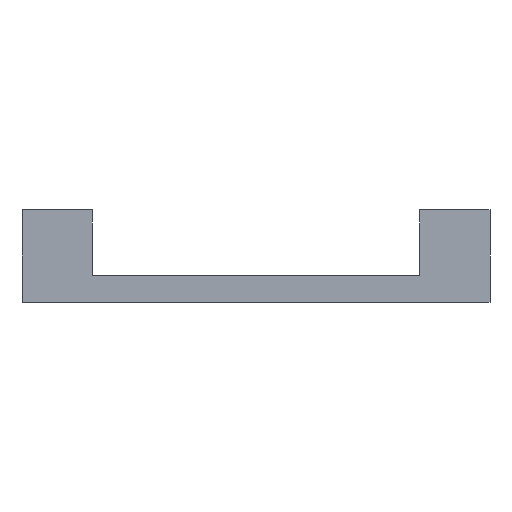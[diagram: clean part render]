
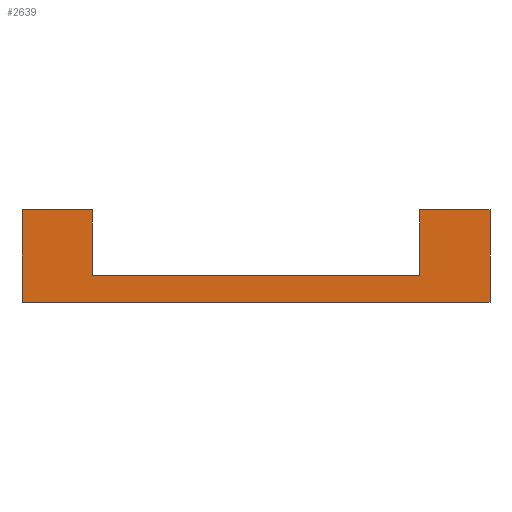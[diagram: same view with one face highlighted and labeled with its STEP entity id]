
A CAD part, front view. The second image highlights one B-rep face of the part: STEP entity #2639.
In plain terms, the highlighted planar face has unit normal (0, -1, 0).
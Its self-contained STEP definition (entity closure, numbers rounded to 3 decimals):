
#21 = EDGE_CURVE('',#22,#24,#26,.T.);
#22 = VERTEX_POINT('',#23);
#23 = CARTESIAN_POINT('',(-26.6,-26.6,-3.));
#24 = VERTEX_POINT('',#25);
#25 = CARTESIAN_POINT('',(26.6,-26.6,-3.));
#26 = SURFACE_CURVE('',#27,(#31,#43),.PCURVE_S1.);
#27 = LINE('',#28,#29);
#28 = CARTESIAN_POINT('',(-26.6,-26.6,-3.));
#29 = VECTOR('',#30,1.);
#30 = DIRECTION('',(1.,0.,0.));
#31 = PCURVE('',#32,#37);
#32 = PLANE('',#33);
#33 = AXIS2_PLACEMENT_3D('',#34,#35,#36);
#34 = CARTESIAN_POINT('',(-26.6,-26.6,-3.));
#35 = DIRECTION('',(0.,0.,-1.));
#36 = DIRECTION('',(-1.,0.,0.));
#37 = DEFINITIONAL_REPRESENTATION('',(#38),#42);
#38 = LINE('',#39,#40);
#39 = CARTESIAN_POINT('',(0.,0.));
#40 = VECTOR('',#41,1.);
#41 = DIRECTION('',(-1.,0.));
#42 = ( GEOMETRIC_REPRESENTATION_CONTEXT(2) 
PARAMETRIC_REPRESENTATION_CONTEXT() REPRESENTATION_CONTEXT('2D SPACE',''
  ) );
#43 = PCURVE('',#44,#49);
#44 = PLANE('',#45);
#45 = AXIS2_PLACEMENT_3D('',#46,#47,#48);
#46 = CARTESIAN_POINT('',(-26.6,-26.6,-3.));
#47 = DIRECTION('',(0.,1.,0.));
#48 = DIRECTION('',(0.,0.,1.));
#49 = DEFINITIONAL_REPRESENTATION('',(#50),#54);
#50 = LINE('',#51,#52);
#51 = CARTESIAN_POINT('',(0.,0.));
#52 = VECTOR('',#53,1.);
#53 = DIRECTION('',(0.,1.));
#54 = ( GEOMETRIC_REPRESENTATION_CONTEXT(2) 
PARAMETRIC_REPRESENTATION_CONTEXT() REPRESENTATION_CONTEXT('2D SPACE',''
  ) );
#72 = PLANE('',#73);
#73 = AXIS2_PLACEMENT_3D('',#74,#75,#76);
#74 = CARTESIAN_POINT('',(26.6,-26.6,6.));
#75 = DIRECTION('',(-1.,0.,0.));
#76 = DIRECTION('',(0.,0.,-1.));
#462 = PLANE('',#463);
#463 = AXIS2_PLACEMENT_3D('',#464,#465,#466);
#464 = CARTESIAN_POINT('',(-26.6,-18.6,6.));
#465 = DIRECTION('',(1.,0.,0.));
#466 = DIRECTION('',(0.,0.,1.));
#693 = PLANE('',#694);
#694 = AXIS2_PLACEMENT_3D('',#695,#696,#697);
#695 = CARTESIAN_POINT('',(-26.6,-26.6,0.));
#696 = DIRECTION('',(0.,0.,-1.));
#697 = DIRECTION('',(-1.,0.,0.));
#1213 = EDGE_CURVE('',#1214,#1216,#1218,.T.);
#1214 = VERTEX_POINT('',#1215);
#1215 = CARTESIAN_POINT('',(-18.6,-26.6,0.));
#1216 = VERTEX_POINT('',#1217);
#1217 = CARTESIAN_POINT('',(18.6,-26.6,0.));
#1218 = SURFACE_CURVE('',#1219,(#1223,#1230),.PCURVE_S1.);
#1219 = LINE('',#1220,#1221);
#1220 = CARTESIAN_POINT('',(-26.6,-26.6,0.));
#1221 = VECTOR('',#1222,1.);
#1222 = DIRECTION('',(1.,0.,0.));
#1223 = PCURVE('',#693,#1224);
#1224 = DEFINITIONAL_REPRESENTATION('',(#1225),#1229);
#1225 = LINE('',#1226,#1227);
#1226 = CARTESIAN_POINT('',(0.,0.));
#1227 = VECTOR('',#1228,1.);
#1228 = DIRECTION('',(-1.,0.));
#1229 = ( GEOMETRIC_REPRESENTATION_CONTEXT(2) 
PARAMETRIC_REPRESENTATION_CONTEXT() REPRESENTATION_CONTEXT('2D SPACE',''
  ) );
#1230 = PCURVE('',#44,#1231);
#1231 = DEFINITIONAL_REPRESENTATION('',(#1232),#1236);
#1232 = LINE('',#1233,#1234);
#1233 = CARTESIAN_POINT('',(3.,0.));
#1234 = VECTOR('',#1235,1.);
#1235 = DIRECTION('',(0.,1.));
#1236 = ( GEOMETRIC_REPRESENTATION_CONTEXT(2) 
PARAMETRIC_REPRESENTATION_CONTEXT() REPRESENTATION_CONTEXT('2D SPACE',''
  ) );
#1254 = PLANE('',#1255);
#1255 = AXIS2_PLACEMENT_3D('',#1256,#1257,#1258);
#1256 = CARTESIAN_POINT('',(-18.6,-18.6,0.));
#1257 = DIRECTION('',(-1.,0.,0.));
#1258 = DIRECTION('',(0.,0.,-1.));
#1473 = PLANE('',#1474);
#1474 = AXIS2_PLACEMENT_3D('',#1475,#1476,#1477);
#1475 = CARTESIAN_POINT('',(18.6,-26.6,0.));
#1476 = DIRECTION('',(1.,0.,0.));
#1477 = DIRECTION('',(0.,0.,1.));
#2462 = PLANE('',#2463);
#2463 = AXIS2_PLACEMENT_3D('',#2464,#2465,#2466);
#2464 = CARTESIAN_POINT('',(-26.6,-18.6,7.5));
#2465 = DIRECTION('',(0.,0.,-1.));
#2466 = DIRECTION('',(-1.,0.,0.));
#2502 = VERTEX_POINT('',#2503);
#2503 = CARTESIAN_POINT('',(-26.6,-26.6,7.5));
#2524 = EDGE_CURVE('',#2502,#2525,#2527,.T.);
#2525 = VERTEX_POINT('',#2526);
#2526 = CARTESIAN_POINT('',(-18.6,-26.6,7.5));
#2527 = SURFACE_CURVE('',#2528,(#2532,#2539),.PCURVE_S1.);
#2528 = LINE('',#2529,#2530);
#2529 = CARTESIAN_POINT('',(-26.6,-26.6,7.5));
#2530 = VECTOR('',#2531,1.);
#2531 = DIRECTION('',(1.,0.,0.));
#2532 = PCURVE('',#2462,#2533);
#2533 = DEFINITIONAL_REPRESENTATION('',(#2534),#2538);
#2534 = LINE('',#2535,#2536);
#2535 = CARTESIAN_POINT('',(0.,-8.));
#2536 = VECTOR('',#2537,1.);
#2537 = DIRECTION('',(-1.,0.));
#2538 = ( GEOMETRIC_REPRESENTATION_CONTEXT(2) 
PARAMETRIC_REPRESENTATION_CONTEXT() REPRESENTATION_CONTEXT('2D SPACE',''
  ) );
#2539 = PCURVE('',#44,#2540);
#2540 = DEFINITIONAL_REPRESENTATION('',(#2541),#2545);
#2541 = LINE('',#2542,#2543);
#2542 = CARTESIAN_POINT('',(10.5,0.));
#2543 = VECTOR('',#2544,1.);
#2544 = DIRECTION('',(0.,1.));
#2545 = ( GEOMETRIC_REPRESENTATION_CONTEXT(2) 
PARAMETRIC_REPRESENTATION_CONTEXT() REPRESENTATION_CONTEXT('2D SPACE',''
  ) );
#2639 = ADVANCED_FACE('',(#2640),#44,.F.);
#2640 = FACE_BOUND('',#2641,.T.);
#2641 = EDGE_LOOP('',(#2642,#2643,#2666,#2694,#2715,#2716,#2737,#2738));
#2642 = ORIENTED_EDGE('',*,*,#21,.T.);
#2643 = ORIENTED_EDGE('',*,*,#2644,.F.);
#2644 = EDGE_CURVE('',#2645,#24,#2647,.T.);
#2645 = VERTEX_POINT('',#2646);
#2646 = CARTESIAN_POINT('',(26.6,-26.6,7.5));
#2647 = SURFACE_CURVE('',#2648,(#2652,#2659),.PCURVE_S1.);
#2648 = LINE('',#2649,#2650);
#2649 = CARTESIAN_POINT('',(26.6,-26.6,0.));
#2650 = VECTOR('',#2651,1.);
#2651 = DIRECTION('',(0.,0.,-1.));
#2652 = PCURVE('',#44,#2653);
#2653 = DEFINITIONAL_REPRESENTATION('',(#2654),#2658);
#2654 = LINE('',#2655,#2656);
#2655 = CARTESIAN_POINT('',(3.,53.2));
#2656 = VECTOR('',#2657,1.);
#2657 = DIRECTION('',(-1.,0.));
#2658 = ( GEOMETRIC_REPRESENTATION_CONTEXT(2) 
PARAMETRIC_REPRESENTATION_CONTEXT() REPRESENTATION_CONTEXT('2D SPACE',''
  ) );
#2659 = PCURVE('',#72,#2660);
#2660 = DEFINITIONAL_REPRESENTATION('',(#2661),#2665);
#2661 = LINE('',#2662,#2663);
#2662 = CARTESIAN_POINT('',(6.,0.));
#2663 = VECTOR('',#2664,1.);
#2664 = DIRECTION('',(1.,0.));
#2665 = ( GEOMETRIC_REPRESENTATION_CONTEXT(2) 
PARAMETRIC_REPRESENTATION_CONTEXT() REPRESENTATION_CONTEXT('2D SPACE',''
  ) );
#2666 = ORIENTED_EDGE('',*,*,#2667,.T.);
#2667 = EDGE_CURVE('',#2645,#2668,#2670,.T.);
#2668 = VERTEX_POINT('',#2669);
#2669 = CARTESIAN_POINT('',(18.6,-26.6,7.5));
#2670 = SURFACE_CURVE('',#2671,(#2675,#2682),.PCURVE_S1.);
#2671 = LINE('',#2672,#2673);
#2672 = CARTESIAN_POINT('',(26.6,-26.6,7.5));
#2673 = VECTOR('',#2674,1.);
#2674 = DIRECTION('',(-1.,0.,0.));
#2675 = PCURVE('',#44,#2676);
#2676 = DEFINITIONAL_REPRESENTATION('',(#2677),#2681);
#2677 = LINE('',#2678,#2679);
#2678 = CARTESIAN_POINT('',(10.5,53.2));
#2679 = VECTOR('',#2680,1.);
#2680 = DIRECTION('',(0.,-1.));
#2681 = ( GEOMETRIC_REPRESENTATION_CONTEXT(2) 
PARAMETRIC_REPRESENTATION_CONTEXT() REPRESENTATION_CONTEXT('2D SPACE',''
  ) );
#2682 = PCURVE('',#2683,#2688);
#2683 = PLANE('',#2684);
#2684 = AXIS2_PLACEMENT_3D('',#2685,#2686,#2687);
#2685 = CARTESIAN_POINT('',(26.6,-18.6,7.5));
#2686 = DIRECTION('',(0.,0.,1.));
#2687 = DIRECTION('',(1.,0.,0.));
#2688 = DEFINITIONAL_REPRESENTATION('',(#2689),#2693);
#2689 = LINE('',#2690,#2691);
#2690 = CARTESIAN_POINT('',(0.,-8.));
#2691 = VECTOR('',#2692,1.);
#2692 = DIRECTION('',(-1.,0.));
#2693 = ( GEOMETRIC_REPRESENTATION_CONTEXT(2) 
PARAMETRIC_REPRESENTATION_CONTEXT() REPRESENTATION_CONTEXT('2D SPACE',''
  ) );
#2694 = ORIENTED_EDGE('',*,*,#2695,.F.);
#2695 = EDGE_CURVE('',#1216,#2668,#2696,.T.);
#2696 = SURFACE_CURVE('',#2697,(#2701,#2708),.PCURVE_S1.);
#2697 = LINE('',#2698,#2699);
#2698 = CARTESIAN_POINT('',(18.6,-26.6,6.));
#2699 = VECTOR('',#2700,1.);
#2700 = DIRECTION('',(0.,0.,1.));
#2701 = PCURVE('',#44,#2702);
#2702 = DEFINITIONAL_REPRESENTATION('',(#2703),#2707);
#2703 = LINE('',#2704,#2705);
#2704 = CARTESIAN_POINT('',(9.,45.2));
#2705 = VECTOR('',#2706,1.);
#2706 = DIRECTION('',(1.,0.));
#2707 = ( GEOMETRIC_REPRESENTATION_CONTEXT(2) 
PARAMETRIC_REPRESENTATION_CONTEXT() REPRESENTATION_CONTEXT('2D SPACE',''
  ) );
#2708 = PCURVE('',#1473,#2709);
#2709 = DEFINITIONAL_REPRESENTATION('',(#2710),#2714);
#2710 = LINE('',#2711,#2712);
#2711 = CARTESIAN_POINT('',(6.,0.));
#2712 = VECTOR('',#2713,1.);
#2713 = DIRECTION('',(1.,0.));
#2714 = ( GEOMETRIC_REPRESENTATION_CONTEXT(2) 
PARAMETRIC_REPRESENTATION_CONTEXT() REPRESENTATION_CONTEXT('2D SPACE',''
  ) );
#2715 = ORIENTED_EDGE('',*,*,#1213,.F.);
#2716 = ORIENTED_EDGE('',*,*,#2717,.T.);
#2717 = EDGE_CURVE('',#1214,#2525,#2718,.T.);
#2718 = SURFACE_CURVE('',#2719,(#2723,#2730),.PCURVE_S1.);
#2719 = LINE('',#2720,#2721);
#2720 = CARTESIAN_POINT('',(-18.6,-26.6,0.));
#2721 = VECTOR('',#2722,1.);
#2722 = DIRECTION('',(0.,0.,1.));
#2723 = PCURVE('',#44,#2724);
#2724 = DEFINITIONAL_REPRESENTATION('',(#2725),#2729);
#2725 = LINE('',#2726,#2727);
#2726 = CARTESIAN_POINT('',(3.,8.));
#2727 = VECTOR('',#2728,1.);
#2728 = DIRECTION('',(1.,0.));
#2729 = ( GEOMETRIC_REPRESENTATION_CONTEXT(2) 
PARAMETRIC_REPRESENTATION_CONTEXT() REPRESENTATION_CONTEXT('2D SPACE',''
  ) );
#2730 = PCURVE('',#1254,#2731);
#2731 = DEFINITIONAL_REPRESENTATION('',(#2732),#2736);
#2732 = LINE('',#2733,#2734);
#2733 = CARTESIAN_POINT('',(0.,8.));
#2734 = VECTOR('',#2735,1.);
#2735 = DIRECTION('',(-1.,-0.));
#2736 = ( GEOMETRIC_REPRESENTATION_CONTEXT(2) 
PARAMETRIC_REPRESENTATION_CONTEXT() REPRESENTATION_CONTEXT('2D SPACE',''
  ) );
#2737 = ORIENTED_EDGE('',*,*,#2524,.F.);
#2738 = ORIENTED_EDGE('',*,*,#2739,.F.);
#2739 = EDGE_CURVE('',#22,#2502,#2740,.T.);
#2740 = SURFACE_CURVE('',#2741,(#2745,#2752),.PCURVE_S1.);
#2741 = LINE('',#2742,#2743);
#2742 = CARTESIAN_POINT('',(-26.6,-26.6,6.));
#2743 = VECTOR('',#2744,1.);
#2744 = DIRECTION('',(0.,0.,1.));
#2745 = PCURVE('',#44,#2746);
#2746 = DEFINITIONAL_REPRESENTATION('',(#2747),#2751);
#2747 = LINE('',#2748,#2749);
#2748 = CARTESIAN_POINT('',(9.,0.));
#2749 = VECTOR('',#2750,1.);
#2750 = DIRECTION('',(1.,0.));
#2751 = ( GEOMETRIC_REPRESENTATION_CONTEXT(2) 
PARAMETRIC_REPRESENTATION_CONTEXT() REPRESENTATION_CONTEXT('2D SPACE',''
  ) );
#2752 = PCURVE('',#462,#2753);
#2753 = DEFINITIONAL_REPRESENTATION('',(#2754),#2758);
#2754 = LINE('',#2755,#2756);
#2755 = CARTESIAN_POINT('',(0.,8.));
#2756 = VECTOR('',#2757,1.);
#2757 = DIRECTION('',(1.,0.));
#2758 = ( GEOMETRIC_REPRESENTATION_CONTEXT(2) 
PARAMETRIC_REPRESENTATION_CONTEXT() REPRESENTATION_CONTEXT('2D SPACE',''
  ) );
